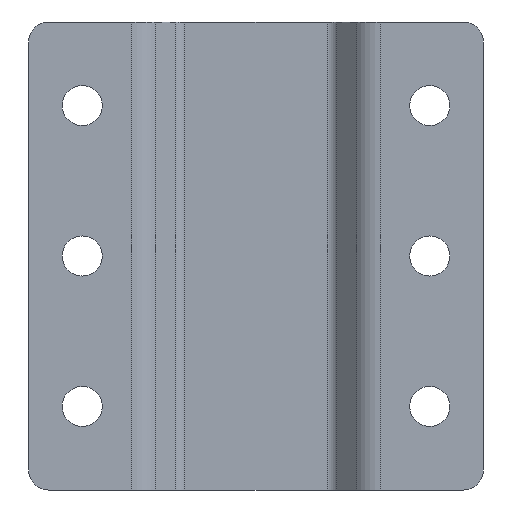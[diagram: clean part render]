
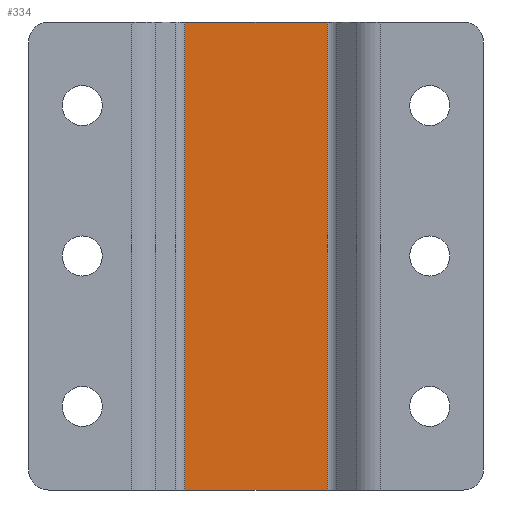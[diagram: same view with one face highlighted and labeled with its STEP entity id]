
A CAD part, front view. The second image highlights one B-rep face of the part: STEP entity #334.
In plain terms, the highlighted planar face has unit normal (0, -1, 0).
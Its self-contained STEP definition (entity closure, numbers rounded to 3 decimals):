
#64 = VERTEX_POINT ( 'NONE', #1645 ) ;
#142 = EDGE_CURVE ( 'NONE', #528, #1726, #633, .T. ) ;
#218 = VECTOR ( 'NONE', #693, 1000. ) ;
#289 = LINE ( 'NONE', #401, #1341 ) ;
#331 = CARTESIAN_POINT ( 'NONE',  ( 11.5, 5., -35. ) ) ;
#334 = ADVANCED_FACE ( 'NONE', ( #1669 ), #790, .T. ) ;
#339 = ORIENTED_EDGE ( 'NONE', *, *, #1265, .T. ) ;
#401 = CARTESIAN_POINT ( 'NONE',  ( -10.672, 5., 35. ) ) ;
#432 = DIRECTION ( 'NONE',  ( 0., 0., -1. ) ) ;
#469 = VERTEX_POINT ( 'NONE', #975 ) ;
#483 = EDGE_LOOP ( 'NONE', ( #486, #1542, #339, #1561 ) ) ;
#486 = ORIENTED_EDGE ( 'NONE', *, *, #142, .F. ) ;
#528 = VERTEX_POINT ( 'NONE', #1031 ) ;
#633 = LINE ( 'NONE', #331, #1369 ) ;
#693 = DIRECTION ( 'NONE',  ( 0., 0., -1. ) ) ;
#774 = DIRECTION ( 'NONE',  ( -1., 0., 0. ) ) ;
#777 = EDGE_CURVE ( 'NONE', #469, #1726, #289, .T. ) ;
#790 = PLANE ( 'NONE',  #1229 ) ;
#914 = LINE ( 'NONE', #1549, #218 ) ;
#942 = LINE ( 'NONE', #1673, #1392 ) ;
#975 = CARTESIAN_POINT ( 'NONE',  ( -10.672, 5., 35. ) ) ;
#978 = EDGE_CURVE ( 'NONE', #64, #528, #914, .T. ) ;
#1031 = CARTESIAN_POINT ( 'NONE',  ( 10.672, 5., -35. ) ) ;
#1103 = DIRECTION ( 'NONE',  ( -1., 0., 0. ) ) ;
#1150 = DIRECTION ( 'NONE',  ( 0., 0., -1. ) ) ;
#1229 = AXIS2_PLACEMENT_3D ( 'NONE', #1827, #1271, #1150 ) ;
#1265 = EDGE_CURVE ( 'NONE', #64, #469, #942, .T. ) ;
#1271 = DIRECTION ( 'NONE',  ( 0., -1., 0. ) ) ;
#1341 = VECTOR ( 'NONE', #432, 1000. ) ;
#1369 = VECTOR ( 'NONE', #774, 1000. ) ;
#1392 = VECTOR ( 'NONE', #1103, 1000. ) ;
#1542 = ORIENTED_EDGE ( 'NONE', *, *, #978, .F. ) ;
#1549 = CARTESIAN_POINT ( 'NONE',  ( 10.672, 5., 35. ) ) ;
#1561 = ORIENTED_EDGE ( 'NONE', *, *, #777, .T. ) ;
#1643 = CARTESIAN_POINT ( 'NONE',  ( -10.672, 5., -35. ) ) ;
#1645 = CARTESIAN_POINT ( 'NONE',  ( 10.672, 5., 35. ) ) ;
#1669 = FACE_OUTER_BOUND ( 'NONE', #483, .T. ) ;
#1673 = CARTESIAN_POINT ( 'NONE',  ( 11.5, 5., 35. ) ) ;
#1726 = VERTEX_POINT ( 'NONE', #1643 ) ;
#1827 = CARTESIAN_POINT ( 'NONE',  ( 11.5, 5., 35. ) ) ;
